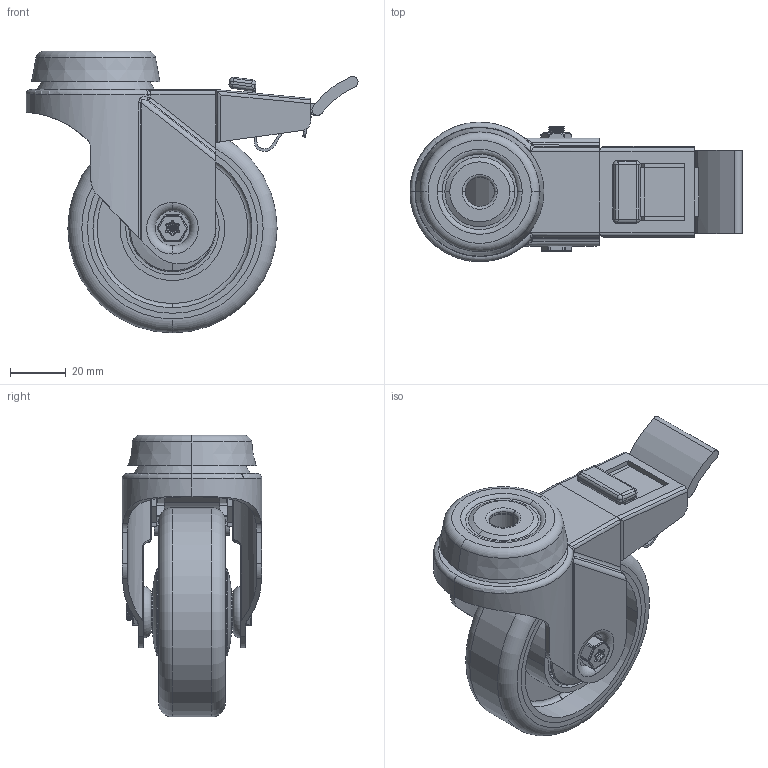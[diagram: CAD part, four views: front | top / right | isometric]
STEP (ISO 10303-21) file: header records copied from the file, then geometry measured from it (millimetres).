
FILE_DESCRIPTION(('STEP AP203'),'1');
FILE_NAME('BZRA75GRBJBH10SWB.STEP','2023-05-31T13:14:06',(' '),(' '),'Spatial InterOp 3D',' ',' ');
FILE_SCHEMA(('CONFIG_CONTROL_DESIGN'));
Length unit declared in the file: metre
Products named in the file (22): BZRA75ASBH10SWB; ZINC PLATED PRESSED STEEL HEAD; ZINC PLATED PRESSED STEEL FORKS; ZINC PLATED PRESSED STEEL BRAKE; NYLON BRAKE PEDAL; BRAKE PAD; BZRA75GRBJBH10SWB; BZRA75WGRBJM6; RUBBER TYRE; POLYPROPYLENE RIM; CAP; BEARING608RS; OUTTER; INNER; BALL BEARINGS; Component2; MIDDLE; RUBBER; BOLTBZRA6MM; ZINC PLATED AXLE BOLT; NM6GR8HALFGR8; ZINC PLATED LOCKING NUT
Assembly tree (27 placements, depth 5):
  BZRA75GRBJBH10SWB
    BZRA75ASBH10SWB
      ZINC PLATED PRESSED STEEL HEAD
      ZINC PLATED PRESSED STEEL FORKS
      ZINC PLATED PRESSED STEEL BRAKE
      NYLON BRAKE PEDAL
      BRAKE PAD
    BZRA75WGRBJM6
      RUBBER TYRE
      POLYPROPYLENE RIM
      CAP  x2
      BEARING608RS
        OUTTER
        INNER
        BALL BEARINGS
          Component2  x6
        MIDDLE
        RUBBER
    BOLTBZRA6MM
      ZINC PLATED AXLE BOLT
    NM6GR8HALFGR8
      ZINC PLATED LOCKING NUT
Bounding box: 119 x 50 x 101 mm (x, y, z)
Volume: 101286.3 mm3; surface area: 80046.6 mm2
Topology: 22 solids, 22 shells, 843 faces, 2189 edges, 1389 vertices
Faces by surface type: cylinder 345, plane 250, torus 106, sphere 58, bspline 44, cone 40
Entity records: 49599 total; most frequent: CARTESIAN_POINT 28402, DIRECTION 4371, ORIENTED_EDGE 4190, EDGE_CURVE 2095, AXIS2_PLACEMENT_3D 1788, VERTEX_POINT 1351, CIRCLE 939, EDGE_LOOP 884
